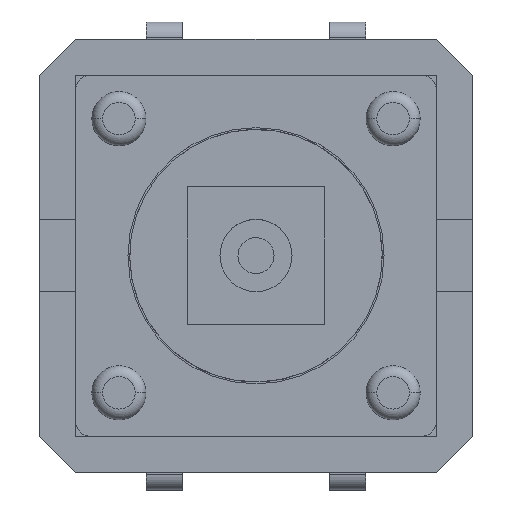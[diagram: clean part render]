
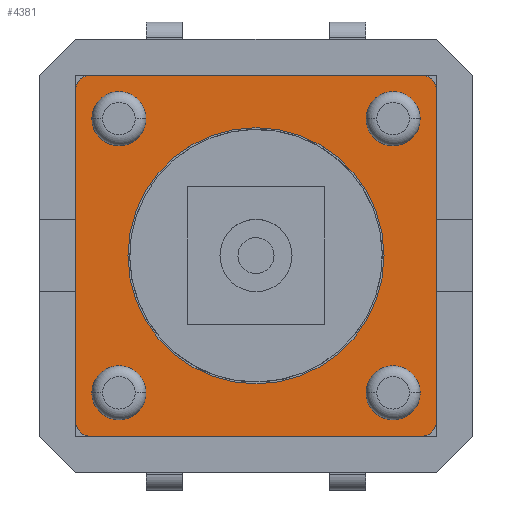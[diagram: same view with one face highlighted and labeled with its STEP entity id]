
A CAD part, top view. The second image highlights one B-rep face of the part: STEP entity #4381.
In plain terms, the highlighted planar face has unit normal (0, 0, 1).
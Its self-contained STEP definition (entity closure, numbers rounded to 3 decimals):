
#517=AXIS2_PLACEMENT_3D('Plane Axis2P3D',#514,#515,#516) ;
#4275=AXIS2_PLACEMENT_3D('Circle Axis2P3D',#4273,#4274,$) ;
#4301=AXIS2_PLACEMENT_3D('Circle Axis2P3D',#4299,#4300,$) ;
#4322=AXIS2_PLACEMENT_3D('Circle Axis2P3D',#4320,#4321,$) ;
#4336=AXIS2_PLACEMENT_3D('Circle Axis2P3D',#4334,#4335,$) ;
#4350=AXIS2_PLACEMENT_3D('Circle Axis2P3D',#4348,#4349,$) ;
#4364=AXIS2_PLACEMENT_3D('Circle Axis2P3D',#4362,#4363,$) ;
#514=CARTESIAN_POINT('Axis2P3D Location',(0.,0.,3.3)) ;
#4273=CARTESIAN_POINT('Axis2P3D Location',(0.,0.,3.3)) ;
#4277=CARTESIAN_POINT('Vertex',(-3.55,0.,3.3)) ;
#4279=CARTESIAN_POINT('Vertex',(3.55,0.,3.3)) ;
#4299=CARTESIAN_POINT('Axis2P3D Location',(0.,0.,3.3)) ;
#4311=CARTESIAN_POINT('Line Origine',(5.,0.,3.3)) ;
#4315=CARTESIAN_POINT('Vertex',(5.,4.6,3.3)) ;
#4317=CARTESIAN_POINT('Vertex',(5.,-4.6,3.3)) ;
#4320=CARTESIAN_POINT('Axis2P3D Location',(4.6,4.6,3.3)) ;
#4324=CARTESIAN_POINT('Vertex',(4.6,5.,3.3)) ;
#4327=CARTESIAN_POINT('Line Origine',(0.,5.,3.3)) ;
#4331=CARTESIAN_POINT('Vertex',(-4.6,5.,3.3)) ;
#4334=CARTESIAN_POINT('Axis2P3D Location',(-4.6,4.6,3.3)) ;
#4338=CARTESIAN_POINT('Vertex',(-5.,4.6,3.3)) ;
#4341=CARTESIAN_POINT('Line Origine',(-5.,0.,3.3)) ;
#4345=CARTESIAN_POINT('Vertex',(-5.,-4.6,3.3)) ;
#4348=CARTESIAN_POINT('Axis2P3D Location',(-4.6,-4.6,3.3)) ;
#4352=CARTESIAN_POINT('Vertex',(-4.6,-5.,3.3)) ;
#4355=CARTESIAN_POINT('Line Origine',(0.,-5.,3.3)) ;
#4359=CARTESIAN_POINT('Vertex',(4.6,-5.,3.3)) ;
#4362=CARTESIAN_POINT('Axis2P3D Location',(4.6,-4.6,3.3)) ;
#515=DIRECTION('Axis2P3D Direction',(0.,0.,1.)) ;
#516=DIRECTION('Axis2P3D XDirection',(1.,0.,0.)) ;
#4274=DIRECTION('Axis2P3D Direction',(0.,0.,1.)) ;
#4300=DIRECTION('Axis2P3D Direction',(0.,0.,1.)) ;
#4312=DIRECTION('Vector Direction',(0.,-1.,0.)) ;
#4321=DIRECTION('Axis2P3D Direction',(0.,0.,1.)) ;
#4328=DIRECTION('Vector Direction',(1.,0.,0.)) ;
#4335=DIRECTION('Axis2P3D Direction',(0.,0.,1.)) ;
#4342=DIRECTION('Vector Direction',(0.,1.,0.)) ;
#4349=DIRECTION('Axis2P3D Direction',(0.,0.,1.)) ;
#4356=DIRECTION('Vector Direction',(-1.,0.,0.)) ;
#4363=DIRECTION('Axis2P3D Direction',(0.,0.,1.)) ;
#4313=VECTOR('Line Direction',#4312,1.) ;
#4329=VECTOR('Line Direction',#4328,1.) ;
#4343=VECTOR('Line Direction',#4342,1.) ;
#4357=VECTOR('Line Direction',#4356,1.) ;
#4368=ORIENTED_EDGE('',*,*,#4319,.F.) ;
#4369=ORIENTED_EDGE('',*,*,#4326,.T.) ;
#4370=ORIENTED_EDGE('',*,*,#4333,.F.) ;
#4371=ORIENTED_EDGE('',*,*,#4340,.T.) ;
#4372=ORIENTED_EDGE('',*,*,#4347,.F.) ;
#4373=ORIENTED_EDGE('',*,*,#4354,.T.) ;
#4374=ORIENTED_EDGE('',*,*,#4361,.F.) ;
#4375=ORIENTED_EDGE('',*,*,#4366,.T.) ;
#4378=ORIENTED_EDGE('',*,*,#4281,.F.) ;
#4379=ORIENTED_EDGE('',*,*,#4303,.F.) ;
#4380=FACE_BOUND('',#4377,.T.) ;
#4381=ADVANCED_FACE('Mikrospinac P-B1729 (TACTS-24K-F)_plech',(#4376,#4380),#518,.T.) ;
#4276=CIRCLE('generated circle',#4275,3.55) ;
#4302=CIRCLE('generated circle',#4301,3.55) ;
#4323=CIRCLE('generated circle',#4322,0.4) ;
#4337=CIRCLE('generated circle',#4336,0.4) ;
#4351=CIRCLE('generated circle',#4350,0.4) ;
#4365=CIRCLE('generated circle',#4364,0.4) ;
#4281=EDGE_CURVE('',#4278,#4280,#4276,.T.) ;
#4303=EDGE_CURVE('',#4280,#4278,#4302,.T.) ;
#4319=EDGE_CURVE('',#4316,#4318,#4314,.T.) ;
#4326=EDGE_CURVE('',#4316,#4325,#4323,.T.) ;
#4333=EDGE_CURVE('',#4332,#4325,#4330,.T.) ;
#4340=EDGE_CURVE('',#4332,#4339,#4337,.T.) ;
#4347=EDGE_CURVE('',#4346,#4339,#4344,.T.) ;
#4354=EDGE_CURVE('',#4346,#4353,#4351,.T.) ;
#4361=EDGE_CURVE('',#4360,#4353,#4358,.T.) ;
#4366=EDGE_CURVE('',#4360,#4318,#4365,.T.) ;
#4367=EDGE_LOOP('',(#4368,#4369,#4370,#4371,#4372,#4373,#4374,#4375)) ;
#4377=EDGE_LOOP('',(#4378,#4379)) ;
#4376=FACE_OUTER_BOUND('',#4367,.T.) ;
#4314=LINE('Line',#4311,#4313) ;
#4330=LINE('Line',#4327,#4329) ;
#4344=LINE('Line',#4341,#4343) ;
#4358=LINE('Line',#4355,#4357) ;
#518=PLANE('Plane',#517) ;
#4278=VERTEX_POINT('',#4277) ;
#4280=VERTEX_POINT('',#4279) ;
#4316=VERTEX_POINT('',#4315) ;
#4318=VERTEX_POINT('',#4317) ;
#4325=VERTEX_POINT('',#4324) ;
#4332=VERTEX_POINT('',#4331) ;
#4339=VERTEX_POINT('',#4338) ;
#4346=VERTEX_POINT('',#4345) ;
#4353=VERTEX_POINT('',#4352) ;
#4360=VERTEX_POINT('',#4359) ;
